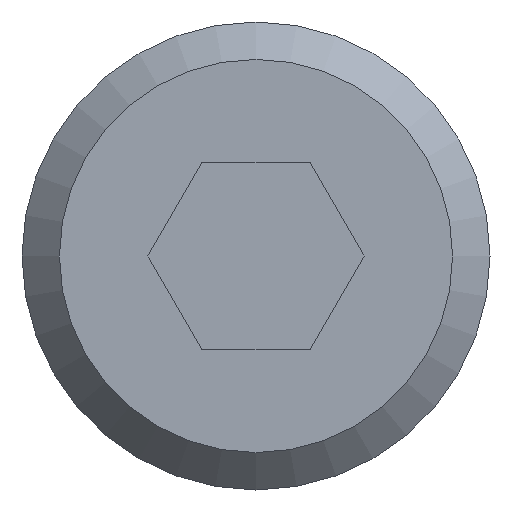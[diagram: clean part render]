
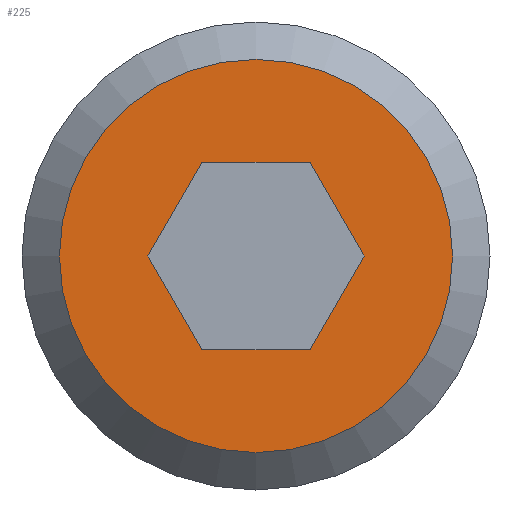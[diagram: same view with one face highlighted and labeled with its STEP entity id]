
A CAD part, front view. The second image highlights one B-rep face of the part: STEP entity #225.
In plain terms, the highlighted planar face has unit normal (0, -1, 0).
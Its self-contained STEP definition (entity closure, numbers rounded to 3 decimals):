
#15=FACE_BOUND('',#54,.T.);
#22=CIRCLE('',#255,10.5);
#39=FACE_OUTER_BOUND('',#53,.T.);
#53=EDGE_LOOP('',(#194));
#54=EDGE_LOOP('',(#195,#196,#197,#198,#199,#200));
#57=LINE('',#329,#79);
#61=LINE('',#337,#83);
#64=LINE('',#343,#86);
#67=LINE('',#349,#89);
#70=LINE('',#355,#92);
#73=LINE('',#360,#95);
#79=VECTOR('',#265,10.);
#83=VECTOR('',#271,10.);
#86=VECTOR('',#276,10.);
#89=VECTOR('',#281,10.);
#92=VECTOR('',#286,10.);
#95=VECTOR('',#291,10.);
#101=VERTEX_POINT('',#327);
#102=VERTEX_POINT('',#328);
#105=VERTEX_POINT('',#336);
#107=VERTEX_POINT('',#342);
#109=VERTEX_POINT('',#348);
#111=VERTEX_POINT('',#354);
#116=VERTEX_POINT('',#375);
#119=EDGE_CURVE('',#101,#102,#57,.T.);
#123=EDGE_CURVE('',#105,#101,#61,.T.);
#126=EDGE_CURVE('',#107,#105,#64,.T.);
#129=EDGE_CURVE('',#109,#107,#67,.T.);
#132=EDGE_CURVE('',#111,#109,#70,.T.);
#135=EDGE_CURVE('',#102,#111,#73,.T.);
#142=EDGE_CURVE('',#116,#116,#22,.T.);
#194=ORIENTED_EDGE('',*,*,#142,.F.);
#195=ORIENTED_EDGE('',*,*,#119,.T.);
#196=ORIENTED_EDGE('',*,*,#135,.T.);
#197=ORIENTED_EDGE('',*,*,#132,.T.);
#198=ORIENTED_EDGE('',*,*,#129,.T.);
#199=ORIENTED_EDGE('',*,*,#126,.T.);
#200=ORIENTED_EDGE('',*,*,#123,.T.);
#211=PLANE('',#259);
#225=ADVANCED_FACE('',(#39,#15),#211,.T.);
#255=AXIS2_PLACEMENT_3D('',#376,#311,#312);
#259=AXIS2_PLACEMENT_3D('',#384,#321,#322);
#265=DIRECTION('',(0.5,0.,0.866));
#271=DIRECTION('',(-0.5,0.,0.866));
#276=DIRECTION('',(-1.,0.,0.));
#281=DIRECTION('',(-0.5,0.,-0.866));
#286=DIRECTION('',(0.5,0.,-0.866));
#291=DIRECTION('',(1.,0.,0.));
#311=DIRECTION('center_axis',(0.,1.,0.));
#312=DIRECTION('ref_axis',(1.,0.,0.));
#321=DIRECTION('center_axis',(0.,-1.,0.));
#322=DIRECTION('ref_axis',(1.,0.,0.));
#327=CARTESIAN_POINT('',(-5.774,-5.,0.));
#328=CARTESIAN_POINT('',(-2.887,-5.,5.));
#329=CARTESIAN_POINT('',(-5.052,-5.,1.25));
#336=CARTESIAN_POINT('',(-2.887,-5.,-5.));
#337=CARTESIAN_POINT('',(-3.608,-5.,-3.75));
#342=CARTESIAN_POINT('',(2.887,-5.,-5.));
#343=CARTESIAN_POINT('',(1.443,-5.,-5.));
#348=CARTESIAN_POINT('',(5.774,-5.,0.));
#349=CARTESIAN_POINT('',(5.052,-5.,-1.25));
#354=CARTESIAN_POINT('',(2.887,-5.,5.));
#355=CARTESIAN_POINT('',(3.608,-5.,3.75));
#360=CARTESIAN_POINT('',(-1.443,-5.,5.));
#375=CARTESIAN_POINT('',(-10.5,-5.,0.));
#376=CARTESIAN_POINT('Origin',(0.,-5.,0.));
#384=CARTESIAN_POINT('Origin',(0.,-5.,0.));
